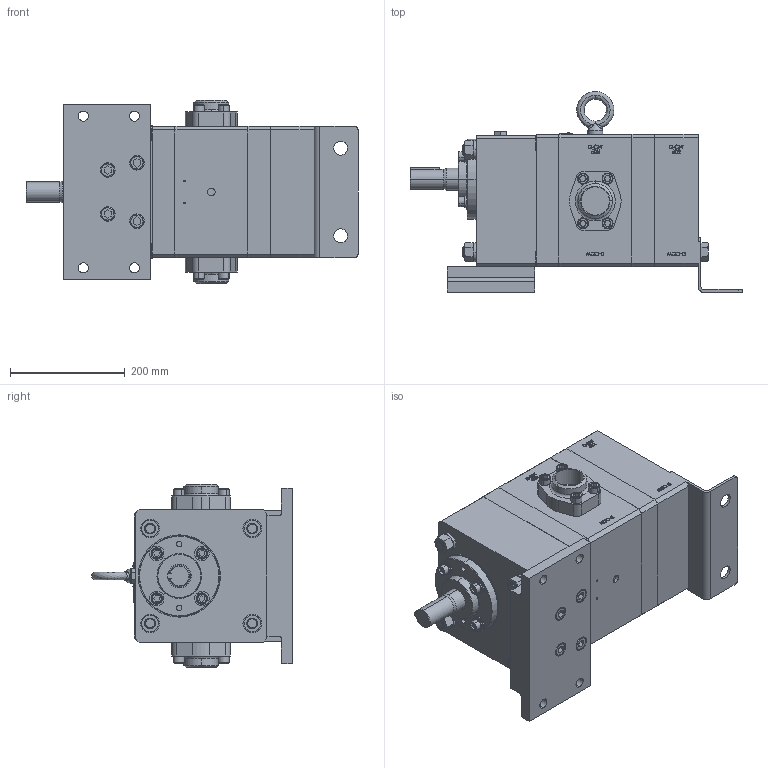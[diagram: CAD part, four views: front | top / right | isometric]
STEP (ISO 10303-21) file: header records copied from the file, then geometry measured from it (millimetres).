
FILE_DESCRIPTION (( 'STEP AP214' ), '1' );
FILE_NAME ('G-1430-15J9-003-BW.STEP', '2019-09-24T18:07:34', ( '' ), ( '' ), 'SwSTEP 2.0', 'SolidWorks 2018', '' );
FILE_SCHEMA (( 'AUTOMOTIVE_DESIGN' ));
Length unit declared in the file: inch
Products named in the file (1): G-1430-15J9-003-BW
Bounding box: 577.52 x 349.45 x 318.52 mm (x, y, z)
Volume: 23043602 mm3; surface area: 713246 mm2
Topology: 1 solids, 1 shells, 2134 faces, 5331 edges, 3450 vertices
Faces by surface type: plane 1251, bspline 440, cylinder 224, cone 207, torus 8, sphere 4
Entity records: 114391 total; most frequent: CARTESIAN_POINT 48227, ORIENTED_EDGE 10642, DIRECTION 8305, EDGE_CURVE 5321, VECTOR 3545, LINE 3545, VERTEX_POINT 3448, EDGE_LOOP 2423
